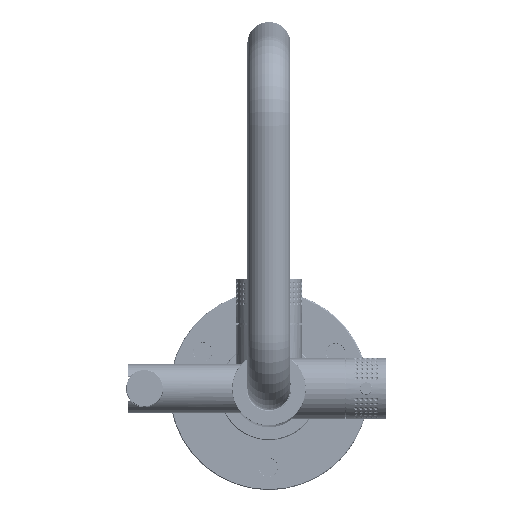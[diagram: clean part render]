
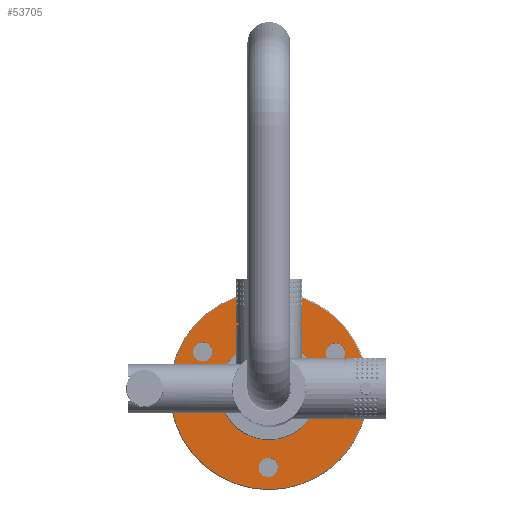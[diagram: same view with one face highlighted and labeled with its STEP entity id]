
A CAD part, top view. The second image highlights one B-rep face of the part: STEP entity #53705.
In plain terms, the highlighted planar face has unit normal (0, 0, 1).
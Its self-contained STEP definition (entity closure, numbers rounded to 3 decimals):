
#10006=PLANE('',#74100);
#13210=ORIENTED_EDGE('',*,*,#27666,.F.);
#13211=ORIENTED_EDGE('',*,*,#27667,.T.);
#13212=ORIENTED_EDGE('',*,*,#27662,.T.);
#13213=ORIENTED_EDGE('',*,*,#27663,.T.);
#13214=ORIENTED_EDGE('',*,*,#27664,.T.);
#27662=EDGE_CURVE('',#35013,#35013,#40207,.F.);
#27663=EDGE_CURVE('',#35014,#35014,#40208,.F.);
#27664=EDGE_CURVE('',#35015,#35015,#40209,.F.);
#27666=EDGE_CURVE('',#35017,#35017,#40211,.T.);
#27667=EDGE_CURVE('',#35018,#35018,#40212,.T.);
#35013=VERTEX_POINT('',#99022);
#35014=VERTEX_POINT('',#99025);
#35015=VERTEX_POINT('',#99028);
#35017=VERTEX_POINT('',#99034);
#35018=VERTEX_POINT('',#99036);
#40207=CIRCLE('',#74093,6.25);
#40208=CIRCLE('',#74095,6.25);
#40209=CIRCLE('',#74097,6.25);
#40211=CIRCLE('',#74101,29.15);
#40212=CIRCLE('',#74102,64.25);
#43095=EDGE_LOOP('',(#13210));
#43096=EDGE_LOOP('',(#13211));
#43097=EDGE_LOOP('',(#13212));
#43098=EDGE_LOOP('',(#13213));
#43099=EDGE_LOOP('',(#13214));
#48404=FACE_BOUND('',#43095,.T.);
#48405=FACE_BOUND('',#43096,.T.);
#48406=FACE_BOUND('',#43097,.T.);
#48407=FACE_BOUND('',#43098,.T.);
#48408=FACE_BOUND('',#43099,.T.);
#53705=ADVANCED_FACE('',(#48404,#48405,#48406,#48407,#48408),#10006,.T.);
#74093=AXIS2_PLACEMENT_3D('',#99021,#81435,#81436);
#74095=AXIS2_PLACEMENT_3D('',#99024,#81439,#81440);
#74097=AXIS2_PLACEMENT_3D('',#99027,#81443,#81444);
#74100=AXIS2_PLACEMENT_3D('',#99032,#81449,#81450);
#74101=AXIS2_PLACEMENT_3D('',#99033,#81451,#81452);
#74102=AXIS2_PLACEMENT_3D('',#99035,#81453,#81454);
#81435=DIRECTION('',(0.,0.,1.));
#81436=DIRECTION('',(0.588,-0.809,0.));
#81439=DIRECTION('',(0.,0.,1.));
#81440=DIRECTION('',(0.809,0.588,0.));
#81443=DIRECTION('',(0.,0.,1.));
#81444=DIRECTION('',(0.809,0.588,0.));
#81449=DIRECTION('',(0.,0.,1.));
#81450=DIRECTION('',(0.112,0.994,0.));
#81451=DIRECTION('',(0.,0.,1.));
#81452=DIRECTION('',(1.,0.,0.));
#81453=DIRECTION('',(0.,0.,1.));
#81454=DIRECTION('',(1.,0.,0.));
#99021=CARTESIAN_POINT('',(-49.999,0.369,-805.8));
#99022=CARTESIAN_POINT('',(-46.325,-4.687,-805.8));
#99024=CARTESIAN_POINT('',(25.319,43.115,-805.8));
#99025=CARTESIAN_POINT('',(30.376,46.789,-805.8));
#99027=CARTESIAN_POINT('',(24.679,-43.485,-805.8));
#99028=CARTESIAN_POINT('',(29.736,-39.811,-805.8));
#99032=CARTESIAN_POINT('',(57.1,-71.587,-805.8));
#99033=CARTESIAN_POINT('',(0.,0.,-805.8));
#99034=CARTESIAN_POINT('',(29.15,0.,-805.8));
#99035=CARTESIAN_POINT('',(0.,0.,-805.8));
#99036=CARTESIAN_POINT('',(64.25,0.,-805.8));
